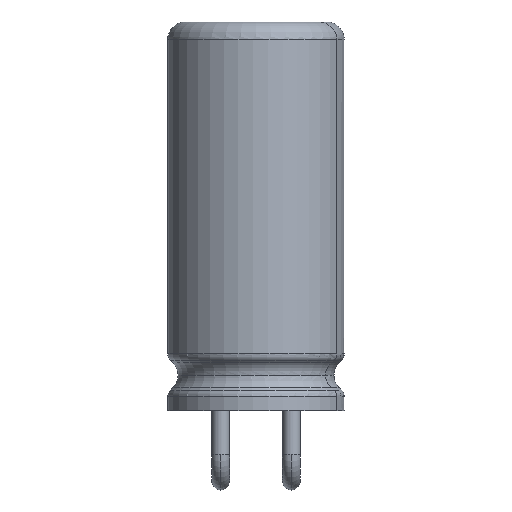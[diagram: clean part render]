
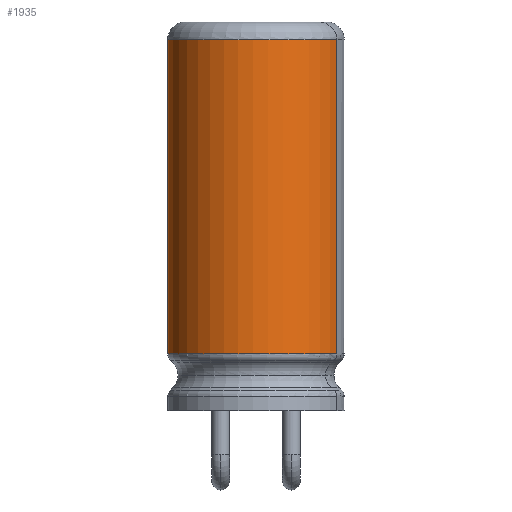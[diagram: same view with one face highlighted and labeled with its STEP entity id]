
A CAD part, front view. The second image highlights one B-rep face of the part: STEP entity #1935.
In plain terms, the highlighted cylindrical face has radius 2.5 mm (diameter 5 mm), a partial arc.
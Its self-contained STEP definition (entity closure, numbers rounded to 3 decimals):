
#40 = FACE_OUTER_BOUND ( 'NONE', #1139, .T. ) ;
#112 = DIRECTION ( 'NONE',  ( 0., 0., -1. ) ) ;
#122 = CARTESIAN_POINT ( 'NONE',  ( 0., 0., 0. ) ) ;
#143 = CARTESIAN_POINT ( 'NONE',  ( 2.291, -1., 1.604 ) ) ;
#193 = DIRECTION ( 'NONE',  ( 0., 0., 1. ) ) ;
#227 = DIRECTION ( 'NONE',  ( 0., 0., 1. ) ) ;
#307 = VECTOR ( 'NONE', #2432, 1000. ) ;
#317 = DIRECTION ( 'NONE',  ( 1., 0., 0. ) ) ;
#350 = CARTESIAN_POINT ( 'NONE',  ( 2.291, -1., 0. ) ) ;
#374 = AXIS2_PLACEMENT_3D ( 'NONE', #420, #193, #317 ) ;
#401 = EDGE_CURVE ( 'NONE', #2610, #2471, #2480, .T. ) ;
#420 = CARTESIAN_POINT ( 'NONE',  ( 0., 0., 1.604 ) ) ;
#545 = VERTEX_POINT ( 'NONE', #1587 ) ;
#617 = EDGE_CURVE ( 'NONE', #2471, #1880, #1820, .T. ) ;
#671 = EDGE_CURVE ( 'NONE', #1880, #545, #1757, .T. ) ;
#911 = EDGE_CURVE ( 'NONE', #545, #2610, #1270, .T. ) ;
#929 = DIRECTION ( 'NONE',  ( -1., 0., 0. ) ) ;
#1139 = EDGE_LOOP ( 'NONE', ( #1793, #1934, #1965, #2275 ) ) ;
#1270 = CIRCLE ( 'NONE', #2511, 2.5 ) ;
#1330 = CYLINDRICAL_SURFACE ( 'NONE', #1862, 2.5 ) ;
#1587 = CARTESIAN_POINT ( 'NONE',  ( 2.291, -1., 10.5 ) ) ;
#1757 = LINE ( 'NONE', #350, #2236 ) ;
#1793 = ORIENTED_EDGE ( 'NONE', *, *, #911, .T. ) ;
#1820 = CIRCLE ( 'NONE', #374, 2.5 ) ;
#1862 = AXIS2_PLACEMENT_3D ( 'NONE', #122, #112, #929 ) ;
#1880 = VERTEX_POINT ( 'NONE', #143 ) ;
#1934 = ORIENTED_EDGE ( 'NONE', *, *, #401, .T. ) ;
#1935 = ADVANCED_FACE ( 'NONE', ( #40 ), #1330, .T. ) ;
#1965 = ORIENTED_EDGE ( 'NONE', *, *, #617, .T. ) ;
#2126 = CARTESIAN_POINT ( 'NONE',  ( -2.5, 0., 1.604 ) ) ;
#2134 = CARTESIAN_POINT ( 'NONE',  ( -2.5, 0., 10.5 ) ) ;
#2236 = VECTOR ( 'NONE', #227, 1000. ) ;
#2267 = DIRECTION ( 'NONE',  ( -1., 0., 0. ) ) ;
#2271 = DIRECTION ( 'NONE',  ( 0., 0., -1. ) ) ;
#2272 = CARTESIAN_POINT ( 'NONE',  ( 0., 0., 10.5 ) ) ;
#2275 = ORIENTED_EDGE ( 'NONE', *, *, #671, .T. ) ;
#2402 = CARTESIAN_POINT ( 'NONE',  ( -2.5, 0., 0. ) ) ;
#2432 = DIRECTION ( 'NONE',  ( 0., 0., -1. ) ) ;
#2471 = VERTEX_POINT ( 'NONE', #2126 ) ;
#2480 = LINE ( 'NONE', #2402, #307 ) ;
#2511 = AXIS2_PLACEMENT_3D ( 'NONE', #2272, #2271, #2267 ) ;
#2610 = VERTEX_POINT ( 'NONE', #2134 ) ;
